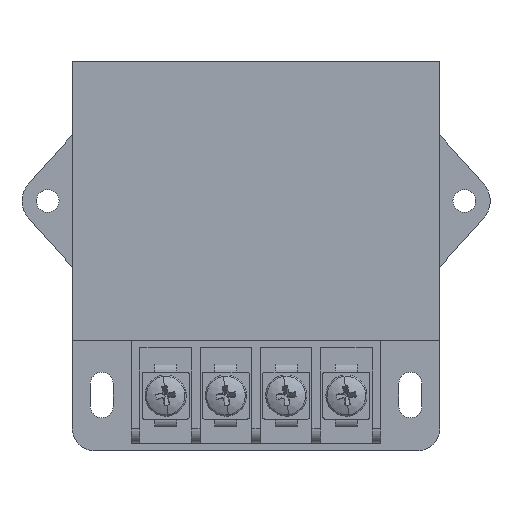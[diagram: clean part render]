
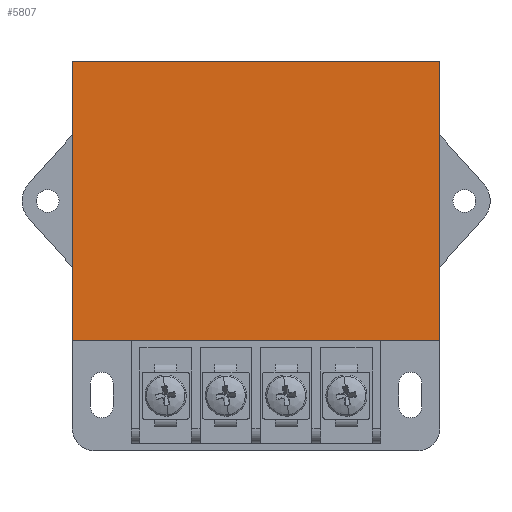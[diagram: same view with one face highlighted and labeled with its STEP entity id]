
A CAD part, top view. The second image highlights one B-rep face of the part: STEP entity #5807.
In plain terms, the highlighted planar face has unit normal (0, 0, 1).
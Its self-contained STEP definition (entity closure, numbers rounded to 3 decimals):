
#74 = ORIENTED_EDGE ( 'NONE', *, *, #212, .T. ) ;
#210 = CARTESIAN_POINT ( 'NONE',  ( -25., 19., 10. ) ) ;
#212 = EDGE_CURVE ( 'NONE', #4080, #461, #5238, .T. ) ;
#461 = VERTEX_POINT ( 'NONE', #3921 ) ;
#594 = DIRECTION ( 'NONE',  ( 1., 0., 0. ) ) ;
#706 = VECTOR ( 'NONE', #5538, 1000. ) ;
#736 = CARTESIAN_POINT ( 'NONE',  ( 25., 19., 10. ) ) ;
#761 = DIRECTION ( 'NONE',  ( 0., 1., 0. ) ) ;
#1146 = LINE ( 'NONE', #736, #3418 ) ;
#1151 = CARTESIAN_POINT ( 'NONE',  ( 0., 0., 10. ) ) ;
#1191 = EDGE_LOOP ( 'NONE', ( #3884, #3045, #4272, #74 ) ) ;
#1416 = CARTESIAN_POINT ( 'NONE',  ( -25., -19., 10. ) ) ;
#1426 = VECTOR ( 'NONE', #3827, 1000. ) ;
#1504 = LINE ( 'NONE', #210, #1426 ) ;
#2022 = DIRECTION ( 'NONE',  ( 0., 0., 1. ) ) ;
#2482 = VERTEX_POINT ( 'NONE', #2517 ) ;
#2517 = CARTESIAN_POINT ( 'NONE',  ( -25., 19., 10. ) ) ;
#3045 = ORIENTED_EDGE ( 'NONE', *, *, #5344, .T. ) ;
#3204 = EDGE_CURVE ( 'NONE', #461, #3401, #1146, .T. ) ;
#3401 = VERTEX_POINT ( 'NONE', #5058 ) ;
#3418 = VECTOR ( 'NONE', #761, 1000. ) ;
#3661 = AXIS2_PLACEMENT_3D ( 'NONE', #1151, #2022, #5159 ) ;
#3711 = CARTESIAN_POINT ( 'NONE',  ( -25., -19., 10. ) ) ;
#3827 = DIRECTION ( 'NONE',  ( -1., 0., 0. ) ) ;
#3884 = ORIENTED_EDGE ( 'NONE', *, *, #3204, .T. ) ;
#3921 = CARTESIAN_POINT ( 'NONE',  ( 25., -19., 10. ) ) ;
#4046 = EDGE_CURVE ( 'NONE', #2482, #4080, #5514, .T. ) ;
#4080 = VERTEX_POINT ( 'NONE', #1416 ) ;
#4272 = ORIENTED_EDGE ( 'NONE', *, *, #4046, .T. ) ;
#4444 = FACE_OUTER_BOUND ( 'NONE', #1191, .T. ) ;
#5040 = CARTESIAN_POINT ( 'NONE',  ( -25., 19., 10. ) ) ;
#5058 = CARTESIAN_POINT ( 'NONE',  ( 25., 19., 10. ) ) ;
#5092 = VECTOR ( 'NONE', #594, 1000. ) ;
#5159 = DIRECTION ( 'NONE',  ( 1., 0., 0. ) ) ;
#5238 = LINE ( 'NONE', #3711, #5092 ) ;
#5344 = EDGE_CURVE ( 'NONE', #3401, #2482, #1504, .T. ) ;
#5514 = LINE ( 'NONE', #5040, #706 ) ;
#5538 = DIRECTION ( 'NONE',  ( 0., -1., 0. ) ) ;
#5588 = PLANE ( 'NONE',  #3661 ) ;
#5807 = ADVANCED_FACE ( 'NONE', ( #4444 ), #5588, .T. ) ;
